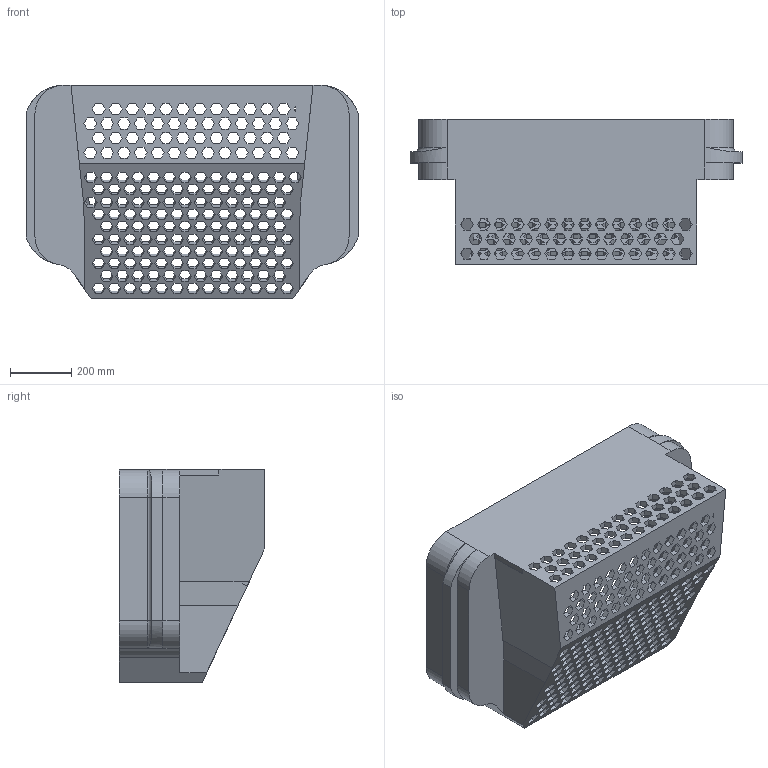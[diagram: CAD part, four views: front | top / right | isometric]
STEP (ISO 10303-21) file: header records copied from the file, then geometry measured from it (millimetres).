
FILE_DESCRIPTION (( 'STEP AP214' ), '1' );
FILE_NAME ('Hazne.STEP', '2025-03-03T11:28:36', ( '' ), ( '' ), 'SwSTEP 2.0', 'SolidWorks 2024', '' );
FILE_SCHEMA (( 'AUTOMOTIVE_DESIGN' ));
Length unit declared in the file: millimetre
Products named in the file (1): Hazne
Bounding box: 1080.4 x 474.5 x 693.5 mm (x, y, z)
Volume: 29154384.3 mm3; surface area: 3711558.7 mm2
Topology: 1 solids, 1 shells, 1391 faces, 4190 edges, 2782 vertices
Faces by surface type: plane 1355, cylinder 26, bspline 6, torus 4
Entity records: 47121 total; most frequent: CARTESIAN_POINT 8604, ORIENTED_EDGE 8380, DIRECTION 6995, EDGE_CURVE 4190, VECTOR 4119, LINE 4119, VERTEX_POINT 2782, EDGE_LOOP 1812
